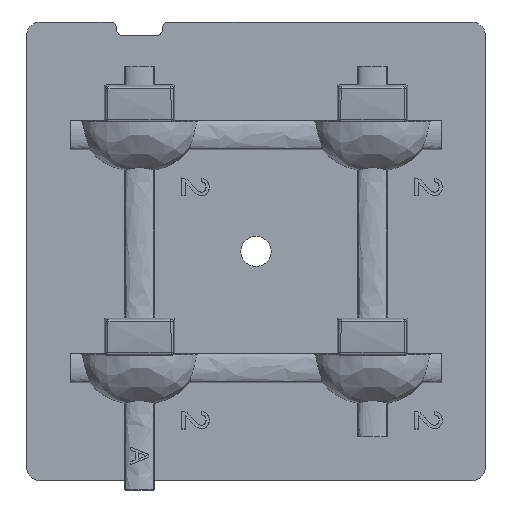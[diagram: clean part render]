
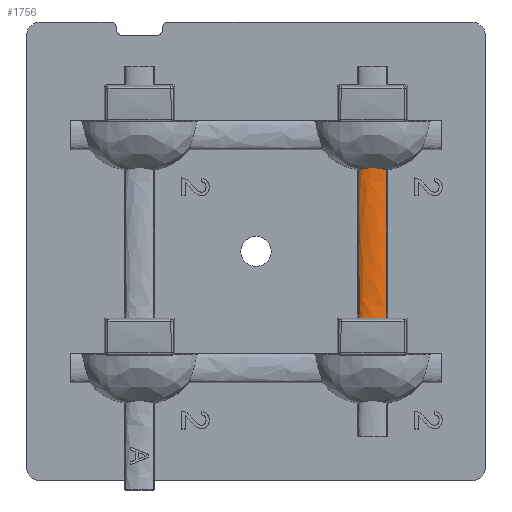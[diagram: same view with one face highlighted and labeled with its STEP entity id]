
A CAD part, top view. The second image highlights one B-rep face of the part: STEP entity #1756.
In plain terms, the highlighted free-form (B-spline) face has degree [3, 1] with [4, 2] control points.
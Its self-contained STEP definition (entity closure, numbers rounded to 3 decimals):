
#27 = CARTESIAN_POINT ( 'NONE',  ( 11.175, 8.879, 1.5 ) ) ;
#229 = CARTESIAN_POINT ( 'NONE',  ( 14.225, -7.95, 1.5 ) ) ;
#435 = EDGE_CURVE ( 'NONE', #5276, #9097, #3225, .T. ) ;
#659 = EDGE_CURVE ( 'NONE', #10671, #6684, #9724, .T. ) ;
#814 = CARTESIAN_POINT ( 'NONE',  ( 11.24, -7.274, 1.626 ) ) ;
#1052 = CARTESIAN_POINT ( 'NONE',  ( 11.41, -7.279, 1.75 ) ) ;
#1071 = CARTESIAN_POINT ( 'NONE',  ( 13.802, 8.968, 1.837 ) ) ;
#1115 = CARTESIAN_POINT ( 'NONE',  ( 14.225, -7.27, 1.5 ) ) ;
#1273 = EDGE_CURVE ( 'NONE', #5276, #10671, #2274, .T. ) ;
#1721 = DIRECTION ( 'NONE',  ( 0., 1., 0. ) ) ;
#1724 = CARTESIAN_POINT ( 'NONE',  ( 11.175, -7.95, 1.5 ) ) ;
#1756 = ADVANCED_FACE ( 'NONE', ( #14470 ), #9290, .T. ) ;
#2045 = VECTOR ( 'NONE', #1721, 1000. ) ;
#2274 = B_SPLINE_CURVE_WITH_KNOTS ( 'NONE', 3,
 ( #8307, #5443, #814, #9728, #1052, #11166, #2555, #12564, #4072, #14006, #5497, #15474, #6930, #16943, #8367, #18420, #9795, #1115 ),
 .UNSPECIFIED., .F., .F.,
 ( 4, 2, 2, 2, 2, 2, 2, 2, 4 ),
 ( 0., 0., 0., 0.001, 0.002, 0.003, 0.003, 0.003, 0.003 ),
 .UNSPECIFIED. ) ;
#2416 = CARTESIAN_POINT ( 'NONE',  ( 14.225, 8.879, 1.5 ) ) ;
#2555 = CARTESIAN_POINT ( 'NONE',  ( 11.736, -7.283, 1.876 ) ) ;
#2572 = CARTESIAN_POINT ( 'NONE',  ( 13.397, 9.054, 1.932 ) ) ;
#2897 = CARTESIAN_POINT ( 'NONE',  ( 11.348, -7.386, 2.144 ) ) ;
#3225 = LINE ( 'NONE', #1724, #9523 ) ;
#4021 = CARTESIAN_POINT ( 'NONE',  ( 14.206, 8.891, 1.568 ) ) ;
#4072 = CARTESIAN_POINT ( 'NONE',  ( 12.423, -7.287, 1.983 ) ) ;
#4086 = CARTESIAN_POINT ( 'NONE',  ( 12.981, 9.114, 1.977 ) ) ;
#4399 = CARTESIAN_POINT ( 'NONE',  ( 14.052, -7.386, 2.144 ) ) ;
#5276 = VERTEX_POINT ( 'NONE', #8895 ) ;
#5443 = CARTESIAN_POINT ( 'NONE',  ( 11.194, -7.272, 1.569 ) ) ;
#5497 = CARTESIAN_POINT ( 'NONE',  ( 13.255, -7.286, 1.962 ) ) ;
#5517 = CARTESIAN_POINT ( 'NONE',  ( 12.56, 9.124, 1.983 ) ) ;
#5705 = ORIENTED_EDGE ( 'NONE', *, *, #435, .F. ) ;
#5827 = CARTESIAN_POINT ( 'NONE',  ( 14.225, -7.386, 1.5 ) ) ;
#6230 = B_SPLINE_CURVE_WITH_KNOTS ( 'NONE', 3,
 ( #13957, #4021, #8322, #18374, #9747, #1071, #11185, #2572, #12579, #4086, #14024, #5517, #15492, #6948, #16962, #8381, #18432, #9816, #13372, #16124, #7557, #17594 ),
 .UNSPECIFIED., .F., .F.,
 ( 4, 2, 2, 2, 2, 2, 2, 2, 2, 2, 4 ),
 ( 0., 0., 0., 0.001, 0.001, 0.002, 0.002, 0.003, 0.003, 0.003, 0.003 ),
 .UNSPECIFIED. ) ;
#6684 = VERTEX_POINT ( 'NONE', #2416 ) ;
#6930 = CARTESIAN_POINT ( 'NONE',  ( 13.802, -7.282, 1.838 ) ) ;
#6948 = CARTESIAN_POINT ( 'NONE',  ( 12.141, 9.079, 1.951 ) ) ;
#7557 = CARTESIAN_POINT ( 'NONE',  ( 11.194, 8.891, 1.569 ) ) ;
#8307 = CARTESIAN_POINT ( 'NONE',  ( 11.175, -7.27, 1.5 ) ) ;
#8322 = CARTESIAN_POINT ( 'NONE',  ( 14.16, 8.901, 1.625 ) ) ;
#8367 = CARTESIAN_POINT ( 'NONE',  ( 14.052, -7.277, 1.715 ) ) ;
#8381 = CARTESIAN_POINT ( 'NONE',  ( 11.735, 8.998, 1.875 ) ) ;
#8895 = CARTESIAN_POINT ( 'NONE',  ( 11.175, -7.27, 1.5 ) ) ;
#9056 = ORIENTED_EDGE ( 'NONE', *, *, #659, .T. ) ;
#9097 = VERTEX_POINT ( 'NONE', #27 ) ;
#9151 = CARTESIAN_POINT ( 'NONE',  ( 14.225, -7.27, 1.5 ) ) ;
#9290 = B_SPLINE_SURFACE_WITH_KNOTS ( 'NONE', 3, 1, ( 
 ( #18690, #12823 ),
 ( #2897, #12890 ),
 ( #4399, #14334 ),
 ( #5827, #15799 ) ),
 .UNSPECIFIED., .F., .F., .F.,
 ( 4, 4 ),
 ( 2, 2 ),
 ( 0., 1. ),
 ( 0., 1. ),
 .UNSPECIFIED. ) ;
#9523 = VECTOR ( 'NONE', #16120, 1000. ) ;
#9724 = LINE ( 'NONE', #229, #2045 ) ;
#9728 = CARTESIAN_POINT ( 'NONE',  ( 11.348, -7.277, 1.716 ) ) ;
#9747 = CARTESIAN_POINT ( 'NONE',  ( 13.991, 8.932, 1.75 ) ) ;
#9795 = CARTESIAN_POINT ( 'NONE',  ( 14.206, -7.272, 1.568 ) ) ;
#9816 = CARTESIAN_POINT ( 'NONE',  ( 11.41, 8.932, 1.75 ) ) ;
#10671 = VERTEX_POINT ( 'NONE', #9151 ) ;
#11166 = CARTESIAN_POINT ( 'NONE',  ( 11.6, -7.282, 1.838 ) ) ;
#11185 = CARTESIAN_POINT ( 'NONE',  ( 13.668, 8.998, 1.875 ) ) ;
#12564 = CARTESIAN_POINT ( 'NONE',  ( 12.143, -7.286, 1.962 ) ) ;
#12579 = CARTESIAN_POINT ( 'NONE',  ( 13.258, 9.079, 1.952 ) ) ;
#12806 = ORIENTED_EDGE ( 'NONE', *, *, #18335, .T. ) ;
#12823 = CARTESIAN_POINT ( 'NONE',  ( 11.175, 9.234, 1.5 ) ) ;
#12890 = CARTESIAN_POINT ( 'NONE',  ( 11.348, 9.234, 2.144 ) ) ;
#13003 = EDGE_LOOP ( 'NONE', ( #9056, #12806, #5705, #17123 ) ) ;
#13372 = CARTESIAN_POINT ( 'NONE',  ( 11.348, 8.921, 1.716 ) ) ;
#13957 = CARTESIAN_POINT ( 'NONE',  ( 14.225, 8.879, 1.5 ) ) ;
#14006 = CARTESIAN_POINT ( 'NONE',  ( 12.978, -7.287, 1.983 ) ) ;
#14024 = CARTESIAN_POINT ( 'NONE',  ( 12.842, 9.124, 1.983 ) ) ;
#14334 = CARTESIAN_POINT ( 'NONE',  ( 14.052, 9.234, 2.144 ) ) ;
#14470 = FACE_OUTER_BOUND ( 'NONE', #13003, .T. ) ;
#15474 = CARTESIAN_POINT ( 'NONE',  ( 13.666, -7.283, 1.876 ) ) ;
#15492 = CARTESIAN_POINT ( 'NONE',  ( 12.418, 9.114, 1.977 ) ) ;
#15799 = CARTESIAN_POINT ( 'NONE',  ( 14.225, 9.234, 1.5 ) ) ;
#16120 = DIRECTION ( 'NONE',  ( 0., 1., 0. ) ) ;
#16124 = CARTESIAN_POINT ( 'NONE',  ( 11.241, 8.901, 1.626 ) ) ;
#16943 = CARTESIAN_POINT ( 'NONE',  ( 13.991, -7.279, 1.75 ) ) ;
#16962 = CARTESIAN_POINT ( 'NONE',  ( 12.004, 9.054, 1.932 ) ) ;
#17123 = ORIENTED_EDGE ( 'NONE', *, *, #1273, .T. ) ;
#17594 = CARTESIAN_POINT ( 'NONE',  ( 11.175, 8.879, 1.5 ) ) ;
#18335 = EDGE_CURVE ( 'NONE', #6684, #9097, #6230, .T. ) ;
#18374 = CARTESIAN_POINT ( 'NONE',  ( 14.053, 8.921, 1.715 ) ) ;
#18420 = CARTESIAN_POINT ( 'NONE',  ( 14.16, -7.274, 1.625 ) ) ;
#18432 = CARTESIAN_POINT ( 'NONE',  ( 11.6, 8.968, 1.838 ) ) ;
#18690 = CARTESIAN_POINT ( 'NONE',  ( 11.175, -7.386, 1.5 ) ) ;
